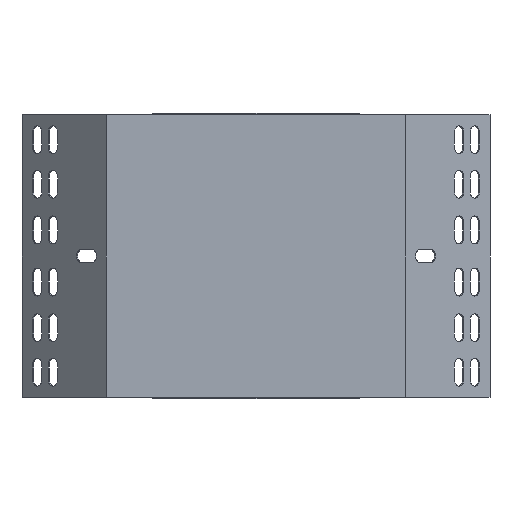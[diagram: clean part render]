
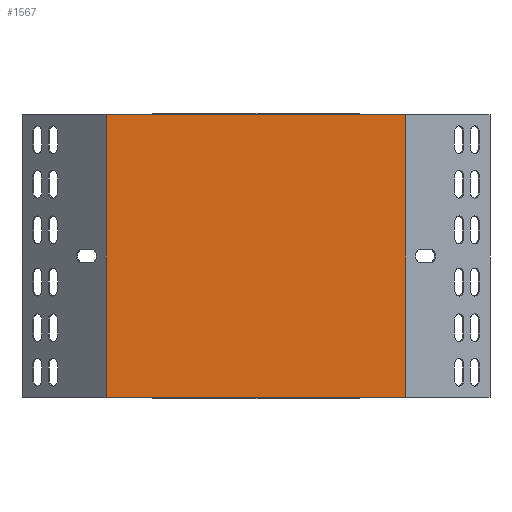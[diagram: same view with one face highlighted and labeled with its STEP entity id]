
A CAD part, front view. The second image highlights one B-rep face of the part: STEP entity #1567.
In plain terms, the highlighted planar face has unit normal (0, -1, 0).
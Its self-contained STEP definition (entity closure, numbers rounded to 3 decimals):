
#354 = ORIENTED_EDGE ( 'NONE', *, *, #6794, .F. ) ;
#663 = PLANE ( 'NONE',  #5623 ) ;
#727 = EDGE_CURVE ( 'NONE', #2382, #3151, #3013, .T. ) ;
#910 = CARTESIAN_POINT ( 'NONE',  ( -103.553, -23.927, -100.8 ) ) ;
#1071 = CARTESIAN_POINT ( 'NONE',  ( 58.413, -23.927, 50.8 ) ) ;
#1199 = DIRECTION ( 'NONE',  ( 0., 0., 1. ) ) ;
#1412 = CARTESIAN_POINT ( 'NONE',  ( 58.413, -23.927, -100.8 ) ) ;
#1567 = ADVANCED_FACE ( 'NONE', ( #2516 ), #663, .F. ) ;
#1708 = EDGE_LOOP ( 'NONE', ( #4304, #5756, #354, #4495 ) ) ;
#1873 = DIRECTION ( 'NONE',  ( 1., 0., 0. ) ) ;
#2382 = VERTEX_POINT ( 'NONE', #6655 ) ;
#2516 = FACE_OUTER_BOUND ( 'NONE', #1708, .T. ) ;
#2560 = CARTESIAN_POINT ( 'NONE',  ( -102.649, -23.927, 50.8 ) ) ;
#2759 = DIRECTION ( 'NONE',  ( 0., 0., 1. ) ) ;
#2773 = VECTOR ( 'NONE', #3660, 1000. ) ;
#3013 = LINE ( 'NONE', #5348, #5129 ) ;
#3151 = VERTEX_POINT ( 'NONE', #2560 ) ;
#3660 = DIRECTION ( 'NONE',  ( 0., 0., 1. ) ) ;
#3779 = CARTESIAN_POINT ( 'NONE',  ( -102.318, -23.927, 50. ) ) ;
#3850 = LINE ( 'NONE', #4981, #4948 ) ;
#4064 = VECTOR ( 'NONE', #5635, 1000. ) ;
#4074 = LINE ( 'NONE', #5234, #2773 ) ;
#4247 = LINE ( 'NONE', #910, #4064 ) ;
#4277 = DIRECTION ( 'NONE',  ( 0., 1., 0. ) ) ;
#4304 = ORIENTED_EDGE ( 'NONE', *, *, #6443, .T. ) ;
#4495 = ORIENTED_EDGE ( 'NONE', *, *, #727, .F. ) ;
#4948 = VECTOR ( 'NONE', #1873, 1000. ) ;
#4981 = CARTESIAN_POINT ( 'NONE',  ( -103.553, -23.927, 50.8 ) ) ;
#5129 = VECTOR ( 'NONE', #2759, 1000. ) ;
#5234 = CARTESIAN_POINT ( 'NONE',  ( 58.413, -23.927, -100.612 ) ) ;
#5348 = CARTESIAN_POINT ( 'NONE',  ( -102.649, -23.927, -100.612 ) ) ;
#5623 = AXIS2_PLACEMENT_3D ( 'NONE', #3779, #4277, #1199 ) ;
#5635 = DIRECTION ( 'NONE',  ( 1., 0., 0. ) ) ;
#5756 = ORIENTED_EDGE ( 'NONE', *, *, #6156, .T. ) ;
#6156 = EDGE_CURVE ( 'NONE', #6836, #6520, #4074, .T. ) ;
#6443 = EDGE_CURVE ( 'NONE', #2382, #6836, #4247, .T. ) ;
#6520 = VERTEX_POINT ( 'NONE', #1071 ) ;
#6655 = CARTESIAN_POINT ( 'NONE',  ( -102.649, -23.927, -100.8 ) ) ;
#6794 = EDGE_CURVE ( 'NONE', #3151, #6520, #3850, .T. ) ;
#6836 = VERTEX_POINT ( 'NONE', #1412 ) ;
